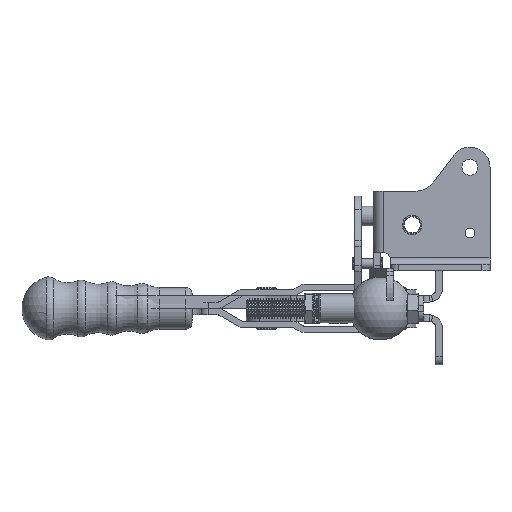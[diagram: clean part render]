
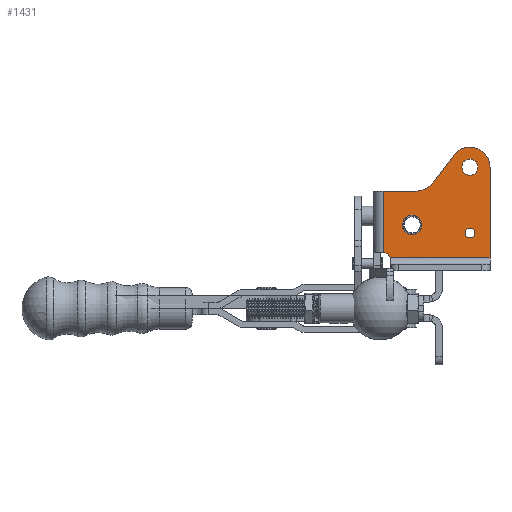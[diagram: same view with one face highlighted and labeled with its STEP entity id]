
A CAD part, left-side view. The second image highlights one B-rep face of the part: STEP entity #1431.
In plain terms, the highlighted planar face has unit normal (-1, 0, 0).
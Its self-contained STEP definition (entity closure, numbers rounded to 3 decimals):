
#1431 = ADVANCED_FACE( '', ( #3263, #3264, #3265, #3266 ), #3267, .T. );
#3263 = FACE_BOUND( '', #5448, .T. );
#3264 = FACE_BOUND( '', #5449, .T. );
#3265 = FACE_BOUND( '', #5450, .T. );
#3266 = FACE_OUTER_BOUND( '', #5451, .T. );
#3267 = PLANE( '', #5452 );
#5448 = EDGE_LOOP( '', ( #8885 ) );
#5449 = EDGE_LOOP( '', ( #8886 ) );
#5450 = EDGE_LOOP( '', ( #8887 ) );
#5451 = EDGE_LOOP( '', ( #8888, #8889, #8890, #8891, #8892, #8893, #8894, #8895 ) );
#5452 = AXIS2_PLACEMENT_3D( '', #8896, #8897, #8898 );
#8885 = ORIENTED_EDGE( '', *, *, #10375, .F. );
#8886 = ORIENTED_EDGE( '', *, *, #10856, .F. );
#8887 = ORIENTED_EDGE( '', *, *, #11341, .F. );
#8888 = ORIENTED_EDGE( '', *, *, #11342, .F. );
#8889 = ORIENTED_EDGE( '', *, *, #11186, .T. );
#8890 = ORIENTED_EDGE( '', *, *, #11343, .T. );
#8891 = ORIENTED_EDGE( '', *, *, #11307, .T. );
#8892 = ORIENTED_EDGE( '', *, *, #11344, .T. );
#8893 = ORIENTED_EDGE( '', *, *, #10390, .T. );
#8894 = ORIENTED_EDGE( '', *, *, #11166, .T. );
#8895 = ORIENTED_EDGE( '', *, *, #10540, .T. );
#8896 = CARTESIAN_POINT( '', ( -81.5, 78.715, 0. ) );
#8897 = DIRECTION( '', ( -1., 0., 0. ) );
#8898 = DIRECTION( '', ( 0., 0., 1. ) );
#10375 = EDGE_CURVE( '', #11981, #11981, #11982, .T. );
#10390 = EDGE_CURVE( '', #12007, #12005, #12008, .T. );
#10540 = EDGE_CURVE( '', #12259, #12256, #12260, .T. );
#10856 = EDGE_CURVE( '', #12767, #12767, #12768, .T. );
#11166 = EDGE_CURVE( '', #12005, #12259, #13223, .T. );
#11186 = EDGE_CURVE( '', #12281, #13248, #13250, .T. );
#11307 = EDGE_CURVE( '', #13415, #13413, #13416, .T. );
#11341 = EDGE_CURVE( '', #13459, #13459, #13460, .T. );
#11342 = EDGE_CURVE( '', #12281, #12256, #13461, .T. );
#11343 = EDGE_CURVE( '', #13248, #13415, #13462, .T. );
#11344 = EDGE_CURVE( '', #13413, #12007, #13463, .T. );
#11981 = VERTEX_POINT( '', #14304 );
#11982 = CIRCLE( '', #14305, 3. );
#12005 = VERTEX_POINT( '', #14328 );
#12007 = VERTEX_POINT( '', #14331 );
#12008 = CIRCLE( '', #14332, 15. );
#12256 = VERTEX_POINT( '', #14697 );
#12259 = VERTEX_POINT( '', #14703 );
#12260 = LINE( '', #14704, #14705 );
#12281 = VERTEX_POINT( '', #14731 );
#12767 = VERTEX_POINT( '', #15365 );
#12768 = CIRCLE( '', #15366, 6.05 );
#13223 = LINE( '', #15934, #15935 );
#13248 = VERTEX_POINT( '', #15964 );
#13250 = LINE( '', #15966, #15967 );
#13413 = VERTEX_POINT( '', #16246 );
#13415 = VERTEX_POINT( '', #16249 );
#13416 = CIRCLE( '', #16250, 12.5 );
#13459 = VERTEX_POINT( '', #16306 );
#13460 = CIRCLE( '', #16307, 5. );
#13461 = CIRCLE( '', #16308, 5. );
#13462 = LINE( '', #16309, #16310 );
#13463 = LINE( '', #16311, #16312 );
#14304 = CARTESIAN_POINT( '', ( -81.5, -55.785, 50. ) );
#14305 = AXIS2_PLACEMENT_3D( '', #17031, #17032, #17033 );
#14328 = CARTESIAN_POINT( '', ( -81.5, -21.351, 73. ) );
#14331 = CARTESIAN_POINT( '', ( -81.5, -33.331, 78.973 ) );
#14332 = AXIS2_PLACEMENT_3D( '', #17059, #17060, #17061 );
#14697 = CARTESIAN_POINT( '', ( -81.5, -2., 34.949 ) );
#14703 = CARTESIAN_POINT( '', ( -81.5, -2., 73. ) );
#14704 = CARTESIAN_POINT( '', ( -81.5, -2., 73. ) );
#14705 = VECTOR( '', #17284, 1000. );
#14731 = CARTESIAN_POINT( '', ( -81.5, -6.055, 31.5 ) );
#15365 = CARTESIAN_POINT( '', ( -81.5, -19.785, 58.05 ) );
#15366 = AXIS2_PLACEMENT_3D( '', #17774, #17775, #17776 );
#15934 = CARTESIAN_POINT( '', ( -81.5, -21.351, 73. ) );
#15935 = VECTOR( '', #18196, 1000. );
#15964 = CARTESIAN_POINT( '', ( -81.5, -68.285, 31.5 ) );
#15966 = CARTESIAN_POINT( '', ( -81.5, 6.964, 31.5 ) );
#15967 = VECTOR( '', #18219, 1000. );
#16246 = CARTESIAN_POINT( '', ( -81.5, -45.802, 95.523 ) );
#16249 = CARTESIAN_POINT( '', ( -81.5, -68.285, 88. ) );
#16250 = AXIS2_PLACEMENT_3D( '', #18340, #18341, #18342 );
#16306 = CARTESIAN_POINT( '', ( -81.5, -55.785, 93. ) );
#16307 = AXIS2_PLACEMENT_3D( '', #18380, #18381, #18382 );
#16308 = AXIS2_PLACEMENT_3D( '', #18383, #18384, #18385 );
#16309 = CARTESIAN_POINT( '', ( -81.5, -68.285, 0. ) );
#16310 = VECTOR( '', #18386, 1000. );
#16311 = CARTESIAN_POINT( '', ( -81.5, -33.331, 78.973 ) );
#16312 = VECTOR( '', #18387, 1000. );
#17031 = CARTESIAN_POINT( '', ( -81.5, -55.785, 47. ) );
#17032 = DIRECTION( '', ( -1., 0., 0. ) );
#17033 = DIRECTION( '', ( 0., 0., 1. ) );
#17059 = CARTESIAN_POINT( '', ( -81.5, -21.351, 88. ) );
#17060 = DIRECTION( '', ( 1., 0., 0. ) );
#17061 = DIRECTION( '', ( 0., 1., 0. ) );
#17284 = DIRECTION( '', ( 0., 0., -1. ) );
#17774 = CARTESIAN_POINT( '', ( -81.5, -19.785, 52. ) );
#17775 = DIRECTION( '', ( -1., 0., 0. ) );
#17776 = DIRECTION( '', ( 0., 0., 1. ) );
#18196 = DIRECTION( '', ( 0., 1., 0. ) );
#18219 = DIRECTION( '', ( 0., -1., 0. ) );
#18340 = CARTESIAN_POINT( '', ( -81.5, -55.785, 88. ) );
#18341 = DIRECTION( '', ( -1., 0., 0. ) );
#18342 = DIRECTION( '', ( 0., 1., 0. ) );
#18380 = CARTESIAN_POINT( '', ( -81.5, -55.785, 88. ) );
#18381 = DIRECTION( '', ( -1., 0., 0. ) );
#18382 = DIRECTION( '', ( 0., 0., 1. ) );
#18383 = CARTESIAN_POINT( '', ( -81.5, -1.285, 30. ) );
#18384 = DIRECTION( '', ( -1., 0., 0. ) );
#18385 = DIRECTION( '', ( 0., 1., 0. ) );
#18386 = DIRECTION( '', ( 0., 0., 1. ) );
#18387 = DIRECTION( '', ( 0., 0.602, -0.799 ) );
